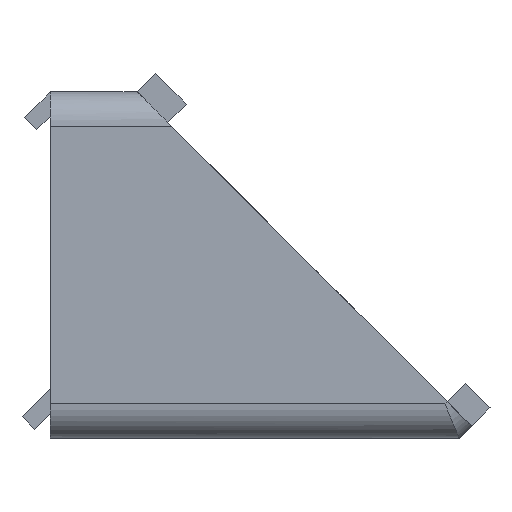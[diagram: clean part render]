
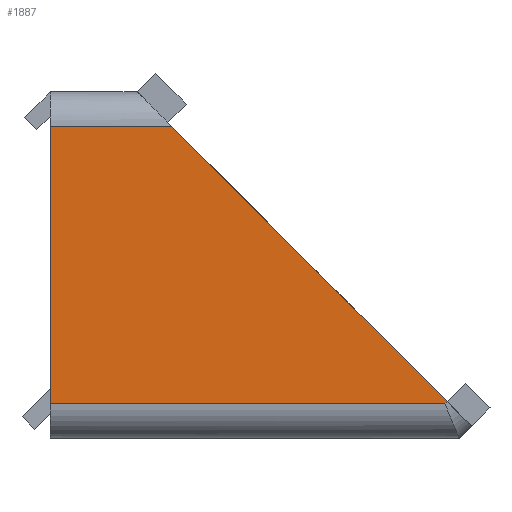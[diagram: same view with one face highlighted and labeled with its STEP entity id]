
A CAD part, left-side view. The second image highlights one B-rep face of the part: STEP entity #1887.
In plain terms, the highlighted planar face has unit normal (-1, 0, 0).
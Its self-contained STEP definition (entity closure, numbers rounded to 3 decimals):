
#42 = CARTESIAN_POINT ( 'NONE',  ( -10., -22.882, -7.877 ) ) ;
#187 = CARTESIAN_POINT ( 'NONE',  ( -10., -7.006, 7.999 ) ) ;
#207 = CARTESIAN_POINT ( 'NONE',  ( -10., 0., 7.999 ) ) ;
#256 = VECTOR ( 'NONE', #2431, 1000. ) ;
#265 = DIRECTION ( 'NONE',  ( 0., 1., 0. ) ) ;
#405 = VECTOR ( 'NONE', #1925, 1000. ) ;
#420 = EDGE_CURVE ( 'NONE', #757, #1065, #1423, .T. ) ;
#468 = VECTOR ( 'NONE', #265, 1000. ) ;
#483 = EDGE_CURVE ( 'NONE', #669, #1994, #1561, .T. ) ;
#669 = VERTEX_POINT ( 'NONE', #1454 ) ;
#720 = EDGE_CURVE ( 'NONE', #1262, #669, #2048, .T. ) ;
#757 = VERTEX_POINT ( 'NONE', #1118 ) ;
#774 = VECTOR ( 'NONE', #1269, 1000. ) ;
#849 = CARTESIAN_POINT ( 'NONE',  ( -10., -5.006, -7.998 ) ) ;
#895 = LINE ( 'NONE', #42, #405 ) ;
#905 = CARTESIAN_POINT ( 'NONE',  ( -10., -5.006, 9.998 ) ) ;
#937 = EDGE_CURVE ( 'NONE', #757, #1262, #895, .T. ) ;
#1055 = EDGE_CURVE ( 'NONE', #1994, #1065, #1356, .T. ) ;
#1065 = VERTEX_POINT ( 'NONE', #187 ) ;
#1118 = CARTESIAN_POINT ( 'NONE',  ( -10., -22.882, -7.877 ) ) ;
#1124 = EDGE_LOOP ( 'NONE', ( #1991, #2203, #2387, #2355, #1453 ) ) ;
#1262 = VERTEX_POINT ( 'NONE', #1549 ) ;
#1269 = DIRECTION ( 'NONE',  ( 0., -1., 0. ) ) ;
#1303 = AXIS2_PLACEMENT_3D ( 'NONE', #2360, #1976, #2345 ) ;
#1318 = FACE_OUTER_BOUND ( 'NONE', #1124, .T. ) ;
#1356 = LINE ( 'NONE', #207, #774 ) ;
#1380 = PLANE ( 'NONE',  #1303 ) ;
#1423 = LINE ( 'NONE', #905, #256 ) ;
#1453 = ORIENTED_EDGE ( 'NONE', *, *, #420, .T. ) ;
#1454 = CARTESIAN_POINT ( 'NONE',  ( -10., 0., -7.998 ) ) ;
#1549 = CARTESIAN_POINT ( 'NONE',  ( -10., -22.76, -7.998 ) ) ;
#1561 = LINE ( 'NONE', #2090, #2105 ) ;
#1769 = CARTESIAN_POINT ( 'NONE',  ( -10., 0., 7.999 ) ) ;
#1887 = ADVANCED_FACE ( 'NONE', ( #1318 ), #1380, .F. ) ;
#1925 = DIRECTION ( 'NONE',  ( 0., 0.707, -0.707 ) ) ;
#1976 = DIRECTION ( 'NONE',  ( 1., 0., 0. ) ) ;
#1991 = ORIENTED_EDGE ( 'NONE', *, *, #1055, .F. ) ;
#1994 = VERTEX_POINT ( 'NONE', #1769 ) ;
#2048 = LINE ( 'NONE', #849, #468 ) ;
#2090 = CARTESIAN_POINT ( 'NONE',  ( -10., 0., 9.998 ) ) ;
#2105 = VECTOR ( 'NONE', #2287, 1000. ) ;
#2203 = ORIENTED_EDGE ( 'NONE', *, *, #483, .F. ) ;
#2287 = DIRECTION ( 'NONE',  ( 0., 0., 1. ) ) ;
#2345 = DIRECTION ( 'NONE',  ( 0., 0., -1. ) ) ;
#2355 = ORIENTED_EDGE ( 'NONE', *, *, #937, .F. ) ;
#2360 = CARTESIAN_POINT ( 'NONE',  ( -10., -5.006, 9.998 ) ) ;
#2387 = ORIENTED_EDGE ( 'NONE', *, *, #720, .F. ) ;
#2431 = DIRECTION ( 'NONE',  ( 0., 0.707, 0.707 ) ) ;
